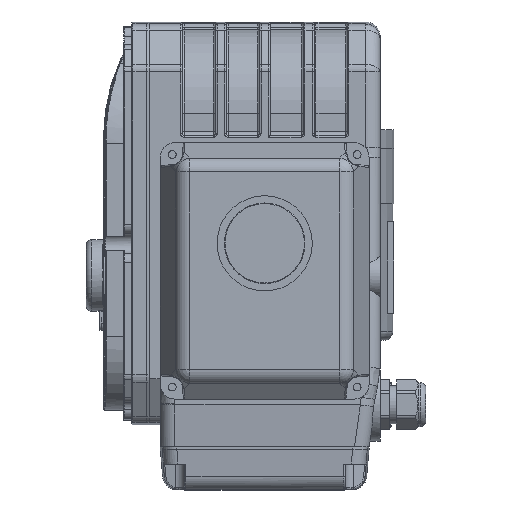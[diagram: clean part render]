
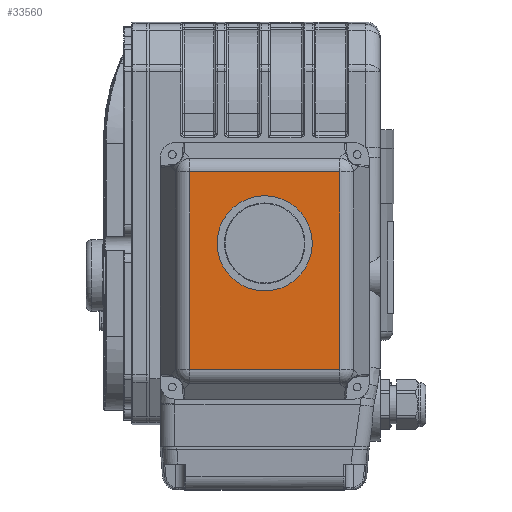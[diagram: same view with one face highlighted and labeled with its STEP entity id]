
A CAD part, top view. The second image highlights one B-rep face of the part: STEP entity #33560.
In plain terms, the highlighted face is planar.
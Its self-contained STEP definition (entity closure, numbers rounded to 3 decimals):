
#1629=LINE('',#58301,#4314);
#1632=LINE('',#58308,#4317);
#1633=LINE('',#58321,#4318);
#1636=LINE('',#58327,#4321);
#4314=VECTOR('',#44398,1000.);
#4317=VECTOR('',#44405,1000.);
#4318=VECTOR('',#44422,1000.);
#4321=VECTOR('',#44429,1000.);
#11667=ORIENTED_EDGE('',*,*,#19329,.F.);
#11668=ORIENTED_EDGE('',*,*,#19277,.T.);
#11669=ORIENTED_EDGE('',*,*,#19267,.T.);
#11670=ORIENTED_EDGE('',*,*,#19263,.T.);
#11671=ORIENTED_EDGE('',*,*,#19273,.T.);
#19263=EDGE_CURVE('',#23410,#23412,#1629,.T.);
#19267=EDGE_CURVE('',#23413,#23410,#1632,.T.);
#19273=EDGE_CURVE('',#23412,#23418,#1633,.T.);
#19277=EDGE_CURVE('',#23418,#23413,#1636,.T.);
#19329=EDGE_CURVE('',#23442,#23442,#26279,.T.);
#23410=VERTEX_POINT('',#58295);
#23412=VERTEX_POINT('',#58300);
#23413=VERTEX_POINT('',#58305);
#23418=VERTEX_POINT('',#58320);
#23442=VERTEX_POINT('',#58440);
#26279=CIRCLE('',#37969,26.);
#28018=EDGE_LOOP('',(#11667));
#28019=EDGE_LOOP('',(#11668,#11669,#11670,#11671));
#30426=FACE_BOUND('',#28018,.T.);
#30427=FACE_BOUND('',#28019,.T.);
#32040=PLANE('',#37968);
#33560=ADVANCED_FACE('',(#30426,#30427),#32040,.T.);
#37968=AXIS2_PLACEMENT_3D('',#58438,#44540,#44541);
#37969=AXIS2_PLACEMENT_3D('',#58439,#44542,#44543);
#44398=DIRECTION('',(0.,0.,-1.));
#44405=DIRECTION('',(1.,0.,0.));
#44422=DIRECTION('',(-1.,0.,0.));
#44429=DIRECTION('',(0.,0.,1.));
#44540=DIRECTION('',(0.,1.,0.));
#44541=DIRECTION('',(0.,0.,1.));
#44542=DIRECTION('',(0.,1.,0.));
#44543=DIRECTION('',(0.,0.,1.));
#58295=CARTESIAN_POINT('',(41.025,36.5,54.025));
#58300=CARTESIAN_POINT('',(41.025,36.5,-54.025));
#58301=CARTESIAN_POINT('',(41.025,36.5,-59.627));
#58305=CARTESIAN_POINT('',(-41.025,36.5,54.025));
#58308=CARTESIAN_POINT('',(46.627,36.5,54.025));
#58320=CARTESIAN_POINT('',(-41.025,36.5,-54.025));
#58321=CARTESIAN_POINT('',(-46.627,36.5,-54.025));
#58327=CARTESIAN_POINT('',(-41.025,36.5,59.627));
#58438=CARTESIAN_POINT('',(0.,36.5,0.));
#58439=CARTESIAN_POINT('',(0.,36.5,15.));
#58440=CARTESIAN_POINT('',(0.,36.5,41.));
